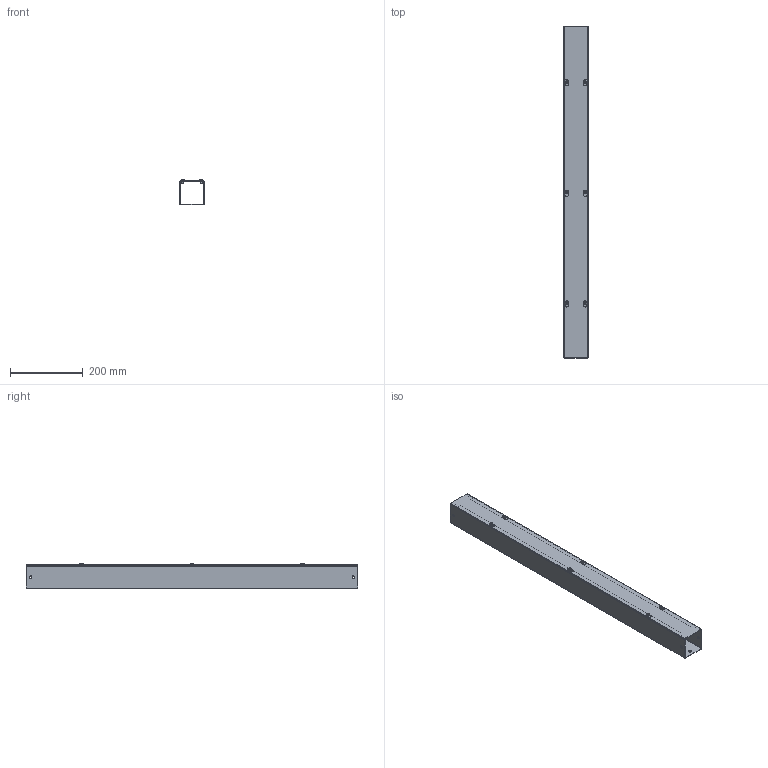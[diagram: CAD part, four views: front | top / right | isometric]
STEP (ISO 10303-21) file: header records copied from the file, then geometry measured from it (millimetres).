
FILE_DESCRIPTION (( 'STEP AP203' ), '1' );
FILE_NAME ('CWSC236NK.step', '2024-04-25T15:03:04', ( '' ), ( '' ), 'SwSTEP 2.0', 'SolidWorks 2023', '' );
FILE_SCHEMA (( 'CONFIG_CONTROL_DESIGN' ));
Length unit declared in the file: inch
Products named in the file (1): CWSC236NK
Bounding box: 66.4 x 914.4 x 70.84 mm (x, y, z)
Volume: 368095 mm3; surface area: 514267.1 mm2
Topology: 8 solids, 8 shells, 234 faces, 600 edges, 388 vertices
Faces by surface type: plane 118, cylinder 80, bspline 24, cone 12
Entity records: 8357 total; most frequent: CARTESIAN_POINT 2579, ORIENTED_EDGE 1200, DIRECTION 1170, EDGE_CURVE 600, AXIS2_PLACEMENT_3D 419, VERTEX_POINT 388, VECTOR 332, LINE 332
